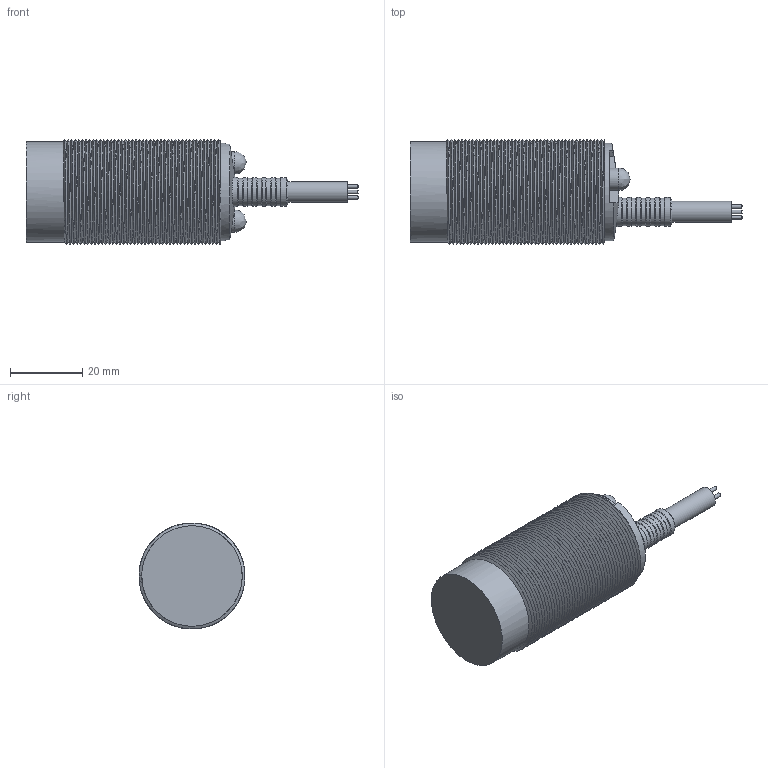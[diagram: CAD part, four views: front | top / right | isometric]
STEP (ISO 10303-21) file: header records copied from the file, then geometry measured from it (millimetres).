
FILE_DESCRIPTION( ('This file contains a STEP AP42 implementation' ,'as created by ZW3D STEP Interface translator.') ,'2;1' );
FILE_NAME( 'FCS2-3015X-X4UX.stp' ,'20 6 5.1927 8', (''), ('ZWCAD Software Co.'), 'Version 1.0', 'ZW3D to STEP translator', '' );
FILE_SCHEMA(('AUTOMOTIVE_DESIGN'));
Length unit declared in the file: millimetre
Products named in the file (2): 0; FCS2-3015X-X4UX
Bounding box: 92 x 29.36 x 29.36 mm (x, y, z)
Volume: 38368.9 mm3; surface area: 10931.1 mm2
Topology: 1 solids, 3 shells, 102 faces, 256 edges, 162 vertices
Faces by surface type: bspline 102
Entity records: 5894 total; most frequent: CARTESIAN_POINT 4389, ORIENTED_EDGE 506, EDGE_CURVE 254, VERTEX_POINT 162, EDGE_LOOP 108, B_SPLINE_CURVE_WITH_KNOTS 104, FACE_OUTER_BOUND 102, ADVANCED_FACE 102
